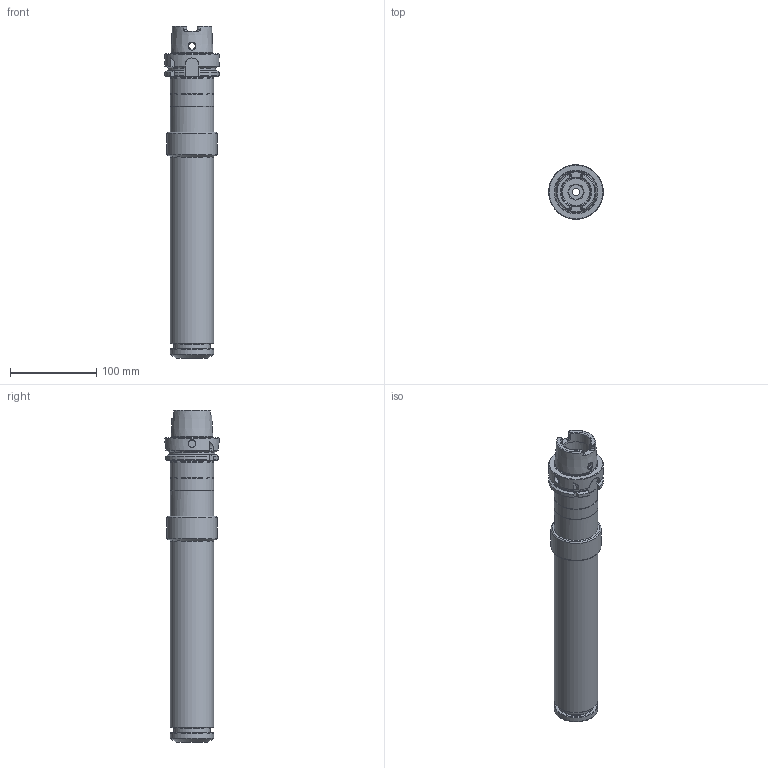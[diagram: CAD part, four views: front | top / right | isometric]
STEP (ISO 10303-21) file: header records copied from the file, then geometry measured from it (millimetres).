
FILE_DESCRIPTION(/* description */ (''),/* implementation_level */ '2;1');
FILE_NAME(/* name */ '886578190.stp',/* time_stamp */ '2023-03-15T12:21:56',/* author */ ('Ratnasingam Jekanthan'),/* organization */ ('REGO-FIX'),/* preprocessor_version */ ' Unknown',/* originating_system */ 'SIEMENS PLM Software Solid Edge ST10',/* authorization */ 'Unknown');
FILE_SCHEMA (('AUTOMOTIVE_DESIGN { 1 0 10303 214 2 1 1}'));
Length unit declared in the file: millimetre
Products named in the file (1): NOCUT
Bounding box: 63 x 63 x 384 mm (x, y, z)
Volume: 636724.7 mm3; surface area: 105131.3 mm2
Topology: 1 solids, 4 shells, 198 faces, 480 edges, 300 vertices
Faces by surface type: plane 58, cylinder 53, cone 47, torus 40
Full cylindrical faces by diameter (mm): 7.5 x2, 8.4 x1, 9 x1, 10 x1, 12 x1, 14 x1, 16.917 x1, 20 x1, 30.5 x1, 31.6 x1, 33 x2, 34 x2, 40 x1, 42 x2, 48.039 x1, 49.3 x1, 50 x7, 50.5 x1, 52.6 x1, 53 x1, 53.376 x1, 55 x1, 58 x1, 63 x1
Entity records: 6734 total; most frequent: CARTESIAN_POINT 1281, DIRECTION 848, ORIENTED_EDGE 706, AXIS2_PLACEMENT_3D 379, EDGE_CURVE 353, EDGE_LOOP 317, FACE_BOUND 317, VERTEX_POINT 270
